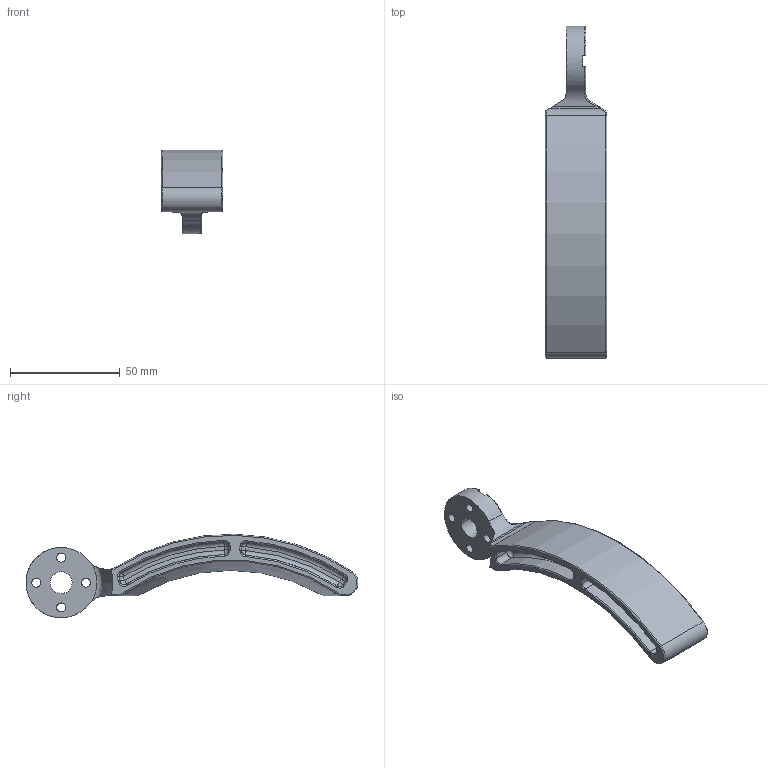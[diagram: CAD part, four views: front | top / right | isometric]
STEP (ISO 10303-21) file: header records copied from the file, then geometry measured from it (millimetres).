
FILE_DESCRIPTION(('CATIA V5 STEP','CAx-IF Rec.Pracs.--- Model Styling and Organization---1.5--- 2016-08-15','CAx-IF Rec.Pracs.---Supplemental Geometry---1.0---2011-11-01','CAx-IF Rec.Pracs.--- Composite Materials ---1.1---2010-07-15'),'2;1');
FILE_NAME('Lever_1_New.stp','2022-11-24T05:37:08+00:00',('none'),('none'),'CATIA Version 5-6 Release 2020 SP3 HF12','CATIA V5 STEP AP214 v2','none');
FILE_SCHEMA(('AUTOMOTIVE_DESIGN { 1 0 10303 214 1 1 1 1 }'));
Length unit declared in the file: millimetre
Products named in the file (1): Lever_1_new
Bounding box: 28 x 150.97 x 37.96 mm (x, y, z)
Volume: 41565.6 mm3; surface area: 16694.5 mm2
Topology: 1 solids, 1 shells, 207 faces, 516 edges, 314 vertices
Faces by surface type: torus 69, cylinder 57, plane 39, cone 27, bspline 15
Entity records: 6787 total; most frequent: CARTESIAN_POINT 2135, ORIENTED_EDGE 1032, DIRECTION 792, EDGE_CURVE 516, AXIS2_PLACEMENT_3D 464, VERTEX_POINT 314, CIRCLE 294, EDGE_LOOP 220
